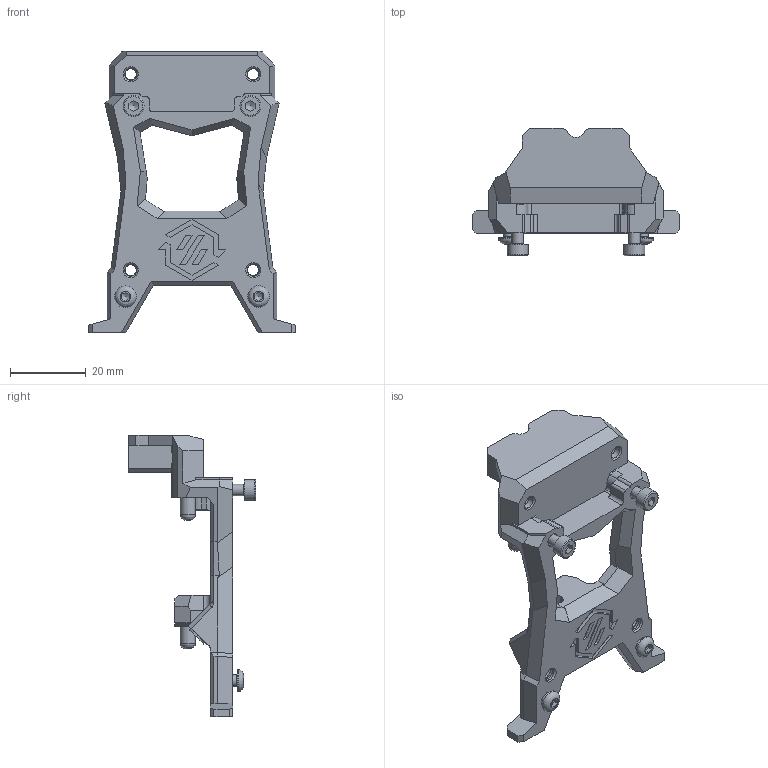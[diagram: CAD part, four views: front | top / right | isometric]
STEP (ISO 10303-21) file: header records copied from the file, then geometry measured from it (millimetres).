
FILE_DESCRIPTION(/* description */ (''),/* implementation_level */ '2;1');
FILE_NAME(/* name */ 'StealthChanger_Stealthburner.step',/* time_stamp */ '2024-01-07T20:39:21-07:00',/* author */ (''),/* organization */ (''),/* preprocessor_version */ 'ST-DEVELOPER v20',/* originating_system */ 'Autodesk Translation Framework v12.14.0.127',/* authorisation */ '');
FILE_SCHEMA (('AUTOMOTIVE_DESIGN { 1 0 10303 214 3 1 1 }'));
Length unit declared in the file: millimetre
Products named in the file (9): StealthChanger (1); Plate (1); Hardware (2); 3x6mm Magnet (1) (3) (2); Pins 4x12 Rounded (1); M3 Threaded Insert (3); M3x8 SHCS (15); M3x6 BHCS (2); M3x6 FHCS (7)
Assembly tree (14 placements, depth 3):
  StealthChanger (1)
    Plate (1)
    Hardware (2)
      3x6mm Magnet (1) (3) (2)
      Pins 4x12 Rounded (1)
      M3 Threaded Insert (3)  x4
      M3x8 SHCS (15)  x2
      M3x6 BHCS (2)  x2
      M3x6 FHCS (7)  x2
Bounding box: 54.7 x 33.58 x 74.12 mm (x, y, z)
Volume: 16638.5 mm3; surface area: 12225.2 mm2
Topology: 15 solids, 15 shells, 1031 faces, 2810 edges, 1850 vertices
Faces by surface type: plane 382, bspline 337, cylinder 208, cone 98, torus 6
Full cylindrical faces by diameter (mm): 2.529 x8, 2.8 x12, 2.9 x4, 3 x6, 3.2 x6, 4 x3, 4.1 x4, 4.25 x8, 4.7 x4, 5.5 x2, 5.54 x2, 5.7 x2, 6 x1
Entity records: 32717 total; most frequent: CARTESIAN_POINT 18001, ORIENTED_EDGE 3206, DIRECTION 2677, EDGE_CURVE 1603, VERTEX_POINT 1050, LINE 963, VECTOR 963, AXIS2_PLACEMENT_3D 857
